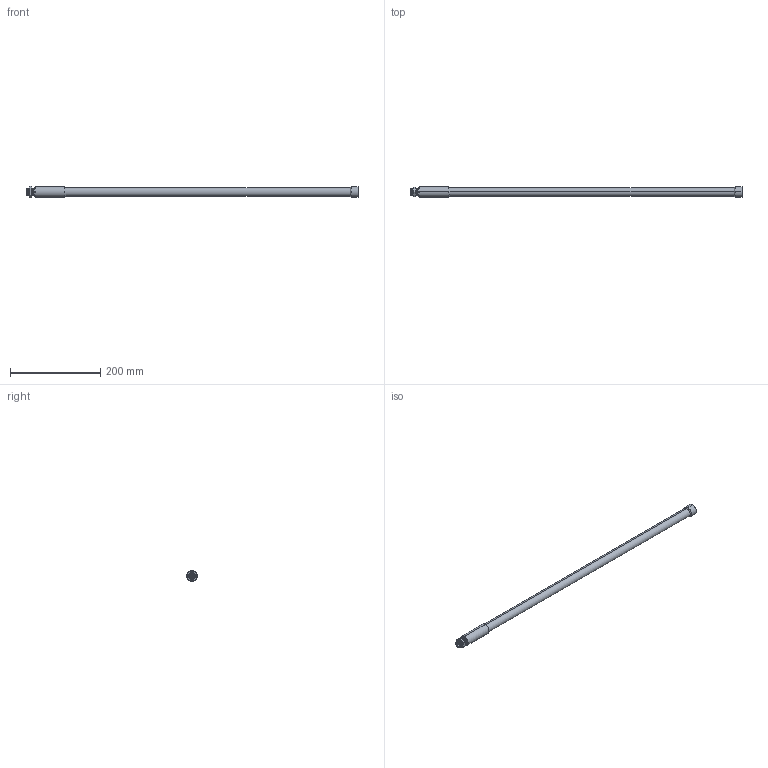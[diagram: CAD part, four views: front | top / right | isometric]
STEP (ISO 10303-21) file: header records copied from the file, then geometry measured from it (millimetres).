
FILE_DESCRIPTION (( 'STEP AP203' ), '1' );
FILE_NAME ('HG2409UP-NF.STEP', '2010-08-17T12:42:26', ( 'x' ), ( 'Microsoft' ), 'SwSTEP 2.0', 'SolidWorks 2010', '' );
FILE_SCHEMA (( 'CONFIG_CONTROL_DESIGN' ));
Length unit declared in the file: inch
Products named in the file (1): HG2409UP-NF
Bounding box: 735.46 x 24.03 x 24.49 mm (x, y, z)
Volume: 237313.6 mm3; surface area: 49066.8 mm2
Topology: 1 solids, 1 shells, 154 faces, 420 edges, 274 vertices
Faces by surface type: cone 91, plane 36, torus 14, cylinder 13
Entity records: 5321 total; most frequent: CARTESIAN_POINT 1475, ORIENTED_EDGE 840, DIRECTION 764, EDGE_CURVE 420, AXIS2_PLACEMENT_3D 331, VERTEX_POINT 274, CIRCLE 176, EDGE_LOOP 160
